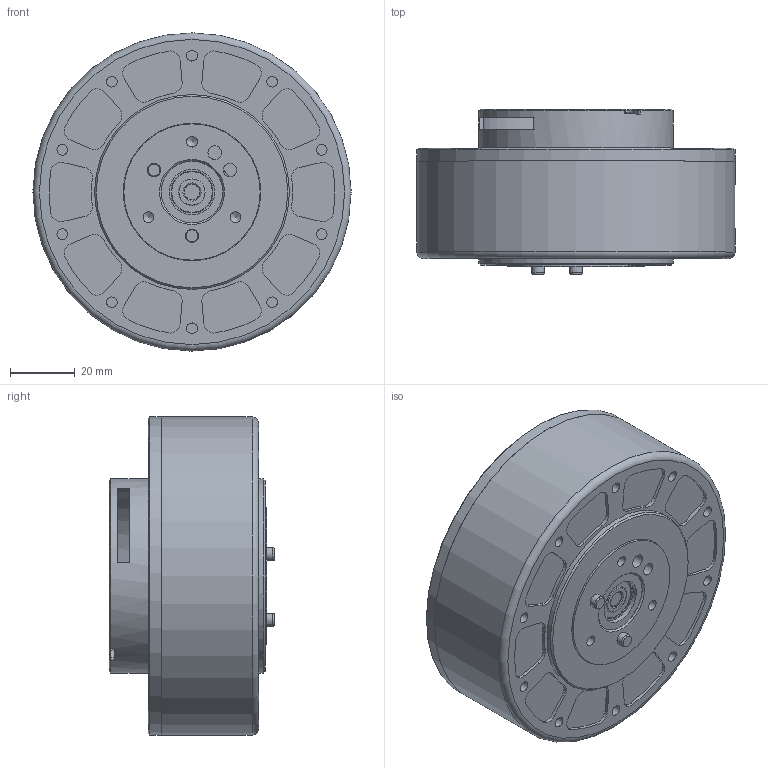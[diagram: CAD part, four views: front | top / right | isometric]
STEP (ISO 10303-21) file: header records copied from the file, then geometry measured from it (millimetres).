
FILE_DESCRIPTION(/* description */ ('STEP AP214'),/* implementation_level */ '2;1');
FILE_NAME(/* name */ '',/* time_stamp */ '2025-08-24T16:57:14+06:00',/* author */ (''),/* organization */ (''),/* preprocessor_version */ 'ST-DEVELOPER v20.1',/* originating_system */ 'Autodesk Translation Framework v14.10.0.0',/* authorisation */ '');
FILE_SCHEMA (('AUTOMOTIVE_DESIGN { 1 0 10303 214 3 1 1 }'));
Length unit declared in the file: millimetre
Products named in the file (1): RMD-X8pro-P9 V2
Bounding box: 98 x 51 x 98 mm (x, y, z)
Volume: 68619.3 mm3; surface area: 74195 mm2
Topology: 21 solids, 21 shells, 931 faces, 2477 edges, 1623 vertices
Faces by surface type: cylinder 528, plane 284, cone 59, bspline 24, sphere 22, torus 14
Full cylindrical faces by diameter (mm): 1.6 x5, 2 x1, 2.05 x16, 2.5 x7, 2.7 x12, 3.3 x23, 4 x6, 4.2 x1, 4.3 x1, 5 x12, 6 x4, 7.444 x1, 8.491 x2, 8.667 x2, 9 x3, 11 x2, 12.333 x2, 14 x1, 16 x2, 19 x2, 21 x1, 24 x1, 40 x2, 42 x1, 42.4 x1, 46.163 x1, 49.926 x1, 50 x1, 56.5 x1, 57.5 x1
Entity records: 36414 total; most frequent: CARTESIAN_POINT 11467, DIRECTION 5318, ORIENTED_EDGE 4870, EDGE_CURVE 2435, AXIS2_PLACEMENT_3D 2175, VERTEX_POINT 1623, CIRCLE 1267, EDGE_LOOP 1096
